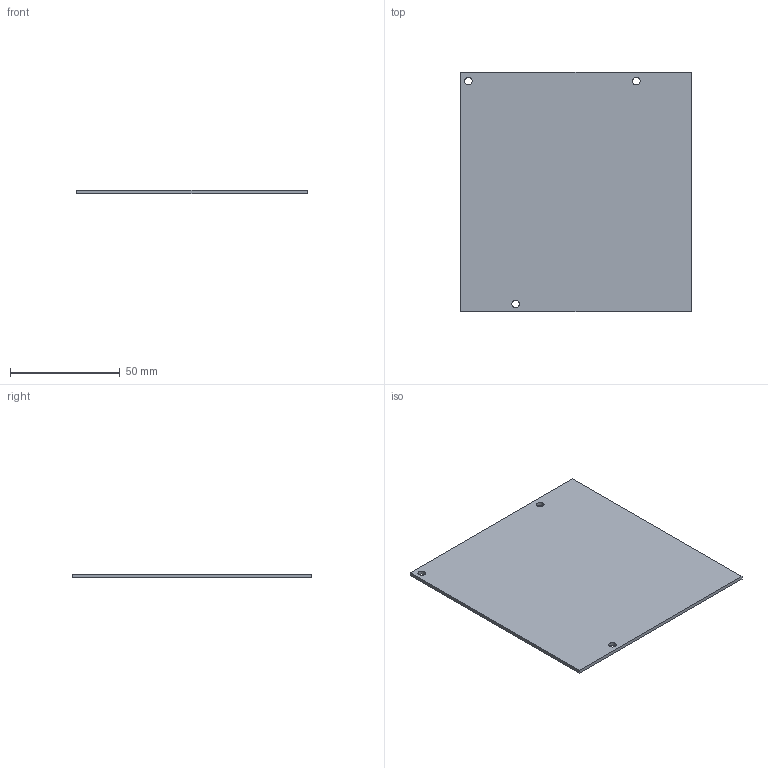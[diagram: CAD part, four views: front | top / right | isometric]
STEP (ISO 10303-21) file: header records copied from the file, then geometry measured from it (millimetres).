
FILE_DESCRIPTION(('for SolidWorks'),'2;1');
FILE_NAME('HabitatControl-noholes.step', '2020-07-16T17:03:19',('Leonardo'),(''), 'Open CASCADE STEP processor 6.6','DipTrace','Unknown');
FILE_SCHEMA(('AUTOMOTIVE_DESIGN { 1 0 10303 214 1 1 1 1 }'));
Length unit declared in the file: millimetre
Products named in the file (2): PCB_HabitatControl-noholes; Board_HabitatControl-noholes
Assembly tree (1 placements, depth 2):
  PCB_HabitatControl-noholes
    Board_HabitatControl-noholes
Bounding box: 105 x 109 x 1.59 mm (x, y, z)
Volume: 18149.7 mm3; surface area: 23566.8 mm2
Topology: 1 solids, 1 shells, 9 faces, 21 edges, 14 vertices
Faces by surface type: plane 6, cylinder 3
Full cylindrical faces by diameter (mm): 3.4 x3
Entity records: 310 total; most frequent: DIRECTION 49, CARTESIAN_POINT 46, ORIENTED_EDGE 42, EDGE_CURVE 21, AXIS2_PLACEMENT_3D 17, FACE_BOUND 15, EDGE_LOOP 15, LINE 15
